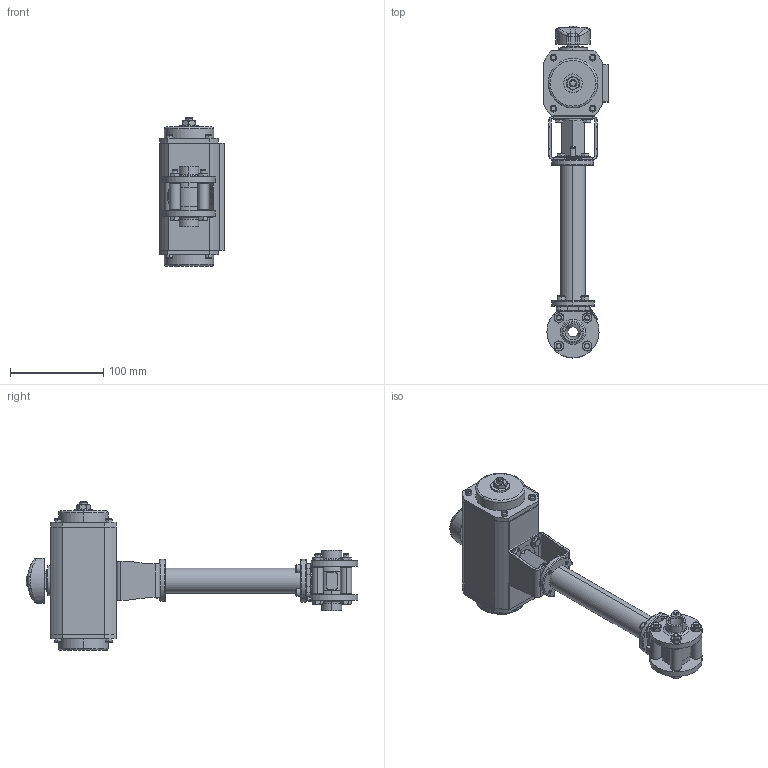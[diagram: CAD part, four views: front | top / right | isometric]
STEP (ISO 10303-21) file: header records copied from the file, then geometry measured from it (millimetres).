
FILE_DESCRIPTION((''),'2;1');
FILE_NAME('PY4LBWVI015L01V_IGES_ASM','2022-02-09T',('POG'),('MECA-INOX'),'PRO/ENGINEER BY PARAMETRIC TECHNOLOGY CORPORATION, 2014320','PRO/ENGINEER BY PARAMETRIC TECHNOLOGY CORPORATION, 2014320','');
FILE_SCHEMA(('CONFIG_CONTROL_DESIGN'));
Length unit declared in the file: millimetre
Products named in the file (16): TRUTORQ_CORPS_TDA-TSR3; TRUTORQ_FLASQUE_TDA-TSR3_D; TRUTORQ_FLASQUE_TDA-TSR3_G; TRUTORQ_IND_T3-T5; 2TRUTORQ_TDA-TRS3_IND_ASM; LBWVI415G20; 041003FP4NICYMO_SL_IGES; 041025YP4NI; PY4LBWVI015_0001_IGES_ASM; 241030_F04I; 241029_C11I; 5RMN05_____A2; 5TH05-010__A2; 5TH05-008__A2; KPNI410_0411_ASM; PY4LBWVI015L01V_IGES_ASM
Assembly tree (29 placements, depth 3):
  PY4LBWVI015L01V_IGES_ASM
    2TRUTORQ_TDA-TRS3_IND_ASM
      TRUTORQ_CORPS_TDA-TSR3
      TRUTORQ_FLASQUE_TDA-TSR3_D
      TRUTORQ_FLASQUE_TDA-TSR3_G
      TRUTORQ_IND_T3-T5
    PY4LBWVI015_0001_IGES_ASM
      LBWVI415G20  x2
      041003FP4NICYMO_SL_IGES
      041025YP4NI
    KPNI410_0411_ASM
      241030_F04I
      241029_C11I
      5RMN05_____A2  x8
      5TH05-010__A2  x4
      5TH05-008__A2  x4
Bounding box: 69.5 x 356.08 x 159.5 mm (x, y, z)
Volume: 833941.5 mm3; surface area: 153349.7 mm2
Topology: 26 solids, 49 shells, 1933 faces, 4711 edges, 2959 vertices
Faces by surface type: plane 865, cylinder 492, cone 284, extrusion 150, torus 96, bspline 24, sphere 22
Entity records: 52245 total; most frequent: CARTESIAN_POINT 12355, ORIENTED_EDGE 8214, DIRECTION 8001, EDGE_CURVE 4137, AXIS2_PLACEMENT_3D 2775, VERTEX_POINT 2633, VECTOR 2451, LINE 2301
